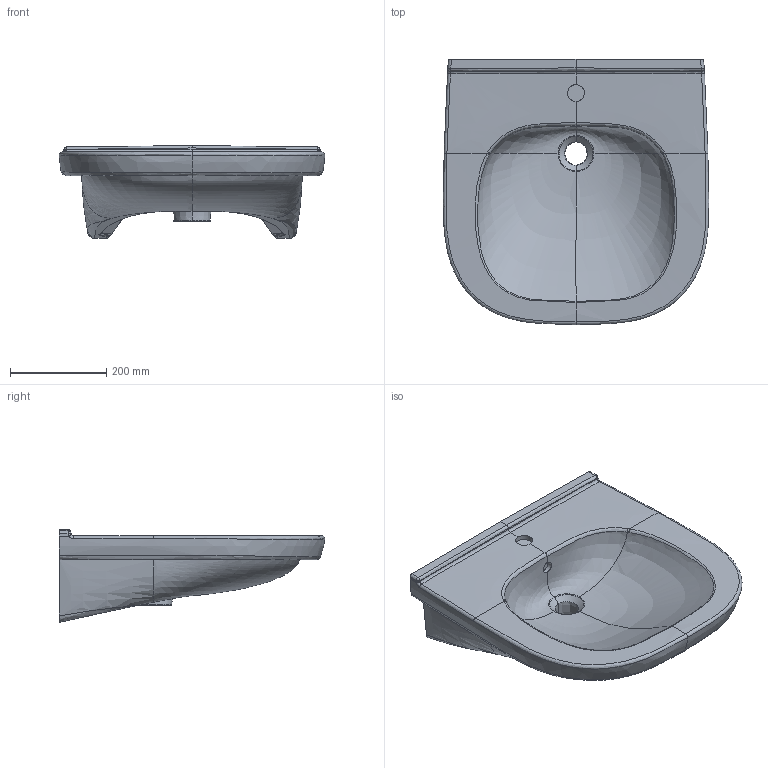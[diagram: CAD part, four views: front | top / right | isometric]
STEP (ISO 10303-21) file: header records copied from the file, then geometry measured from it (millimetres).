
FILE_DESCRIPTION(/* description */ (''),/* implementation_level */ '2;1');
FILE_NAME(/* name */ '411955_O.Novo_Vita_WT_55.stp',/* time_stamp */ '2019-02-15T06:51:31+01:00',/* author */ (''),/* organization */ (''),/* preprocessor_version */ 'ST-DEVELOPER v16',/* originating_system */ 'SIEMENS PLM Software NX 10.0',/* authorisation */ '');
FILE_SCHEMA (('AUTOMOTIVE_DESIGN { 1 0 10303 214 3 1 1 1 }'));
Products named in the file (1): math27F85B32yd3g
Bounding box: 550.2 x 550.01 x 192.5 mm (x, y, z)
Volume: 18233044.2 mm3; surface area: 840536.1 mm2
Topology: 1 solids, 1 shells, 180 faces, 473 edges, 293 vertices
Faces by surface type: bspline 138, plane 22, cylinder 7, extrusion 7, sphere 4, cone 2
Full cylindrical faces by diameter (mm): 35 x1
Entity records: 32777 total; most frequent: CARTESIAN_POINT 29630, ORIENTED_EDGE 936, EDGE_CURVE 468, B_SPLINE_CURVE_WITH_KNOTS 330, VERTEX_POINT 292, DIRECTION 226, EDGE_LOOP 184, ADVANCED_FACE 180
